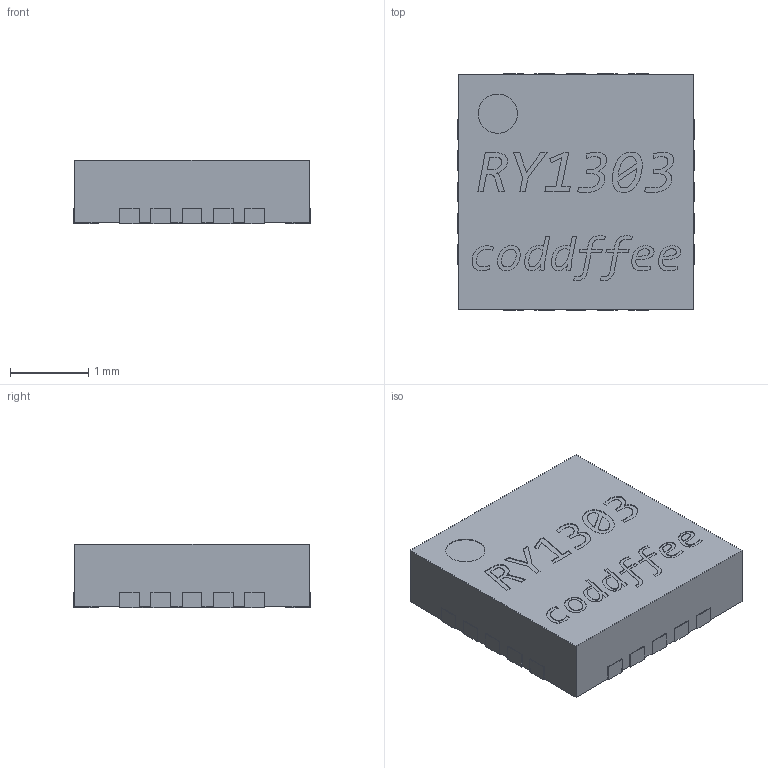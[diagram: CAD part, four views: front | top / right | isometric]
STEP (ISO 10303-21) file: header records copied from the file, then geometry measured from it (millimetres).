
FILE_DESCRIPTION (( 'STEP AP214' ), '1' );
FILE_NAME ('RY1303.STEP', '2022-04-15T11:46:49', ( '' ), ( '' ), 'SwSTEP 2.0', 'SolidWorks 2019', '' );
FILE_SCHEMA (( 'AUTOMOTIVE_DESIGN' ));
Length unit declared in the file: millimetre
Products named in the file (1): RY1303
Bounding box: 3.02 x 3.02 x 0.81 mm (x, y, z)
Volume: 7.2 mm3; surface area: 28.4 mm2
Topology: 1 solids, 1 shells, 356 faces, 990 edges, 660 vertices
Faces by surface type: plane 246, bspline 108, cylinder 2
Entity records: 18311 total; most frequent: CARTESIAN_POINT 8331, ORIENTED_EDGE 1980, DIRECTION 1276, EDGE_CURVE 990, LINE 770, VECTOR 770, VERTEX_POINT 660, EDGE_LOOP 380
